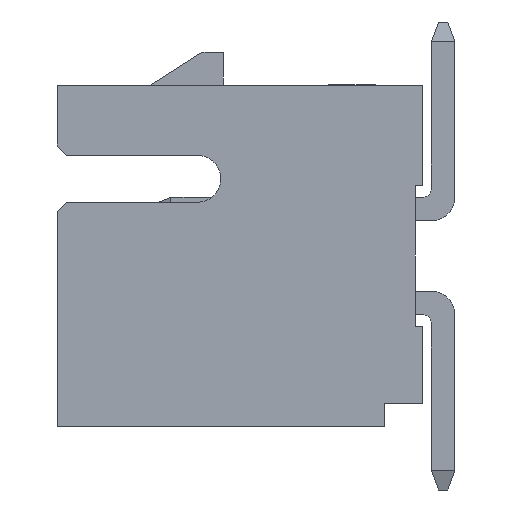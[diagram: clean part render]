
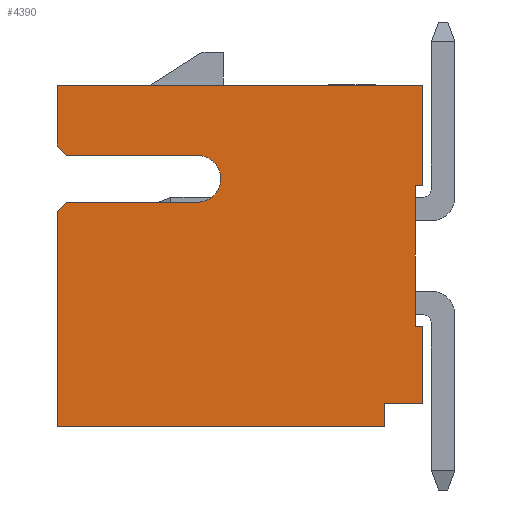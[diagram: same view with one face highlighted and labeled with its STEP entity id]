
A CAD part, left-side view. The second image highlights one B-rep face of the part: STEP entity #4390.
In plain terms, the highlighted planar face has unit normal (-1, 0, 0).
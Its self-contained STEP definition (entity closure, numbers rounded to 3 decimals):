
#55 = AXIS2_PLACEMENT_3D ( 'NONE', #3569, #4736, #1112 ) ;
#91 = ORIENTED_EDGE ( 'NONE', *, *, #3449, .T. ) ;
#136 = CARTESIAN_POINT ( 'NONE',  ( -11., 0.4, 5.3 ) ) ;
#226 = CARTESIAN_POINT ( 'NONE',  ( -11., 3.7, 5.8 ) ) ;
#310 = CIRCLE ( 'NONE', #55, 0.5 ) ;
#324 = CARTESIAN_POINT ( 'NONE',  ( -11., 3.9, 4.6 ) ) ;
#331 = ORIENTED_EDGE ( 'NONE', *, *, #1584, .T. ) ;
#339 = CARTESIAN_POINT ( 'NONE',  ( -11., 0.9, 5.3 ) ) ;
#402 = DIRECTION ( 'NONE',  ( 0., -1., 0. ) ) ;
#440 = CARTESIAN_POINT ( 'NONE',  ( -11., 3.9, 4.6 ) ) ;
#452 = VERTEX_POINT ( 'NONE', #884 ) ;
#477 = CARTESIAN_POINT ( 'NONE',  ( -11., 3.9, 7.3 ) ) ;
#482 = VERTEX_POINT ( 'NONE', #967 ) ;
#510 = CARTESIAN_POINT ( 'NONE',  ( -11., 3.9, 6. ) ) ;
#528 = CARTESIAN_POINT ( 'NONE',  ( -11., -3.1, 0.5 ) ) ;
#533 = DIRECTION ( 'NONE',  ( 0., 0., -1. ) ) ;
#539 = CARTESIAN_POINT ( 'NONE',  ( -11., -3.9, 2.15 ) ) ;
#570 = LINE ( 'NONE', #2937, #5070 ) ;
#626 = ORIENTED_EDGE ( 'NONE', *, *, #4115, .T. ) ;
#686 = DIRECTION ( 'NONE',  ( 0., 0., -1. ) ) ;
#729 = VECTOR ( 'NONE', #5067, 1000. ) ;
#764 = VECTOR ( 'NONE', #1035, 1000. ) ;
#884 = CARTESIAN_POINT ( 'NONE',  ( -11., -3.75, 2.15 ) ) ;
#889 = CARTESIAN_POINT ( 'NONE',  ( -11., -3.1, 0. ) ) ;
#902 = CARTESIAN_POINT ( 'NONE',  ( -11., -3.9, 4.8 ) ) ;
#928 = DIRECTION ( 'NONE',  ( 0., -1., 0. ) ) ;
#964 = EDGE_LOOP ( 'NONE', ( #626, #91, #1956, #2223, #1987, #4579, #2205, #4728, #3604, #3276, #2650, #4284, #3531, #2986, #993, #1043, #331 ) ) ;
#967 = CARTESIAN_POINT ( 'NONE',  ( -11., -3.75, 5.15 ) ) ;
#984 = CARTESIAN_POINT ( 'NONE',  ( -11., -3.9, 5.15 ) ) ;
#993 = ORIENTED_EDGE ( 'NONE', *, *, #4831, .T. ) ;
#1008 = CARTESIAN_POINT ( 'NONE',  ( -11., -3.9, 0.5 ) ) ;
#1009 = CARTESIAN_POINT ( 'NONE',  ( -11., 0.9, 5.8 ) ) ;
#1013 = LINE ( 'NONE', #2629, #4619 ) ;
#1028 = DIRECTION ( 'NONE',  ( 0., 1., 0. ) ) ;
#1035 = DIRECTION ( 'NONE',  ( 0., 0., 1. ) ) ;
#1043 = ORIENTED_EDGE ( 'NONE', *, *, #4643, .T. ) ;
#1112 = DIRECTION ( 'NONE',  ( 0., 0., -1. ) ) ;
#1170 = FACE_OUTER_BOUND ( 'NONE', #964, .T. ) ;
#1202 = CIRCLE ( 'NONE', #3267, 0.5 ) ;
#1276 = DIRECTION ( 'NONE',  ( 0., 0., -1. ) ) ;
#1342 = LINE ( 'NONE', #477, #2085 ) ;
#1357 = LINE ( 'NONE', #3459, #729 ) ;
#1497 = AXIS2_PLACEMENT_3D ( 'NONE', #2419, #4024, #4157 ) ;
#1508 = CARTESIAN_POINT ( 'NONE',  ( -11., -3.9, 7.3 ) ) ;
#1525 = VERTEX_POINT ( 'NONE', #4362 ) ;
#1584 = EDGE_CURVE ( 'NONE', #1834, #3439, #1202, .T. ) ;
#1670 = LINE ( 'NONE', #440, #4147 ) ;
#1834 = VERTEX_POINT ( 'NONE', #136 ) ;
#1839 = CARTESIAN_POINT ( 'NONE',  ( -11., 3.9, 0. ) ) ;
#1841 = LINE ( 'NONE', #5024, #764 ) ;
#1843 = EDGE_CURVE ( 'NONE', #3203, #3400, #2179, .T. ) ;
#1846 = CARTESIAN_POINT ( 'NONE',  ( -11., -3.9, 0. ) ) ;
#1848 = EDGE_CURVE ( 'NONE', #5021, #3806, #2191, .T. ) ;
#1956 = ORIENTED_EDGE ( 'NONE', *, *, #4160, .T. ) ;
#1987 = ORIENTED_EDGE ( 'NONE', *, *, #3627, .T. ) ;
#2085 = VECTOR ( 'NONE', #533, 1000. ) ;
#2115 = VERTEX_POINT ( 'NONE', #3652 ) ;
#2135 = VECTOR ( 'NONE', #2604, 1000. ) ;
#2150 = LINE ( 'NONE', #4599, #5157 ) ;
#2179 = LINE ( 'NONE', #1846, #2773 ) ;
#2191 = LINE ( 'NONE', #226, #4374 ) ;
#2205 = ORIENTED_EDGE ( 'NONE', *, *, #4355, .F. ) ;
#2223 = ORIENTED_EDGE ( 'NONE', *, *, #1843, .T. ) ;
#2299 = VECTOR ( 'NONE', #2413, 1000. ) ;
#2352 = EDGE_CURVE ( 'NONE', #482, #1525, #3310, .T. ) ;
#2397 = PLANE ( 'NONE',  #1497 ) ;
#2413 = DIRECTION ( 'NONE',  ( 0., -1., 0. ) ) ;
#2419 = CARTESIAN_POINT ( 'NONE',  ( -11., -3.9, 7.3 ) ) ;
#2426 = LINE ( 'NONE', #3953, #4349 ) ;
#2437 = CARTESIAN_POINT ( 'NONE',  ( -11., -3.9, 0.5 ) ) ;
#2496 = DIRECTION ( 'NONE',  ( 0., 1., 0. ) ) ;
#2513 = CARTESIAN_POINT ( 'NONE',  ( -11., 0.9, 4.8 ) ) ;
#2577 = LINE ( 'NONE', #902, #2884 ) ;
#2604 = DIRECTION ( 'NONE',  ( 0., -1., 0. ) ) ;
#2629 = CARTESIAN_POINT ( 'NONE',  ( -11., -3.9, 7.3 ) ) ;
#2650 = ORIENTED_EDGE ( 'NONE', *, *, #4489, .F. ) ;
#2712 = VERTEX_POINT ( 'NONE', #1508 ) ;
#2773 = VECTOR ( 'NONE', #928, 1000. ) ;
#2884 = VECTOR ( 'NONE', #2496, 1000. ) ;
#2905 = EDGE_CURVE ( 'NONE', #4000, #2712, #2426, .T. ) ;
#2937 = CARTESIAN_POINT ( 'NONE',  ( -11., -3.1, 7.3 ) ) ;
#2981 = VERTEX_POINT ( 'NONE', #324 ) ;
#2986 = ORIENTED_EDGE ( 'NONE', *, *, #1848, .T. ) ;
#3044 = DIRECTION ( 'NONE',  ( 0., 0., 1. ) ) ;
#3137 = CARTESIAN_POINT ( 'NONE',  ( -11., 3.9, 7.3 ) ) ;
#3203 = VERTEX_POINT ( 'NONE', #1839 ) ;
#3267 = AXIS2_PLACEMENT_3D ( 'NONE', #339, #4759, #3491 ) ;
#3272 = CARTESIAN_POINT ( 'NONE',  ( -11., 3.9, 7.3 ) ) ;
#3276 = ORIENTED_EDGE ( 'NONE', *, *, #2352, .T. ) ;
#3310 = LINE ( 'NONE', #984, #2135 ) ;
#3400 = VERTEX_POINT ( 'NONE', #889 ) ;
#3439 = VERTEX_POINT ( 'NONE', #2513 ) ;
#3449 = EDGE_CURVE ( 'NONE', #2115, #2981, #1670, .T. ) ;
#3451 = DIRECTION ( 'NONE',  ( 0., -0.707, -0.707 ) ) ;
#3459 = CARTESIAN_POINT ( 'NONE',  ( -11., -3.9, 5.8 ) ) ;
#3480 = EDGE_CURVE ( 'NONE', #4000, #5021, #4090, .T. ) ;
#3491 = DIRECTION ( 'NONE',  ( 0., 0., -1. ) ) ;
#3531 = ORIENTED_EDGE ( 'NONE', *, *, #3480, .T. ) ;
#3540 = EDGE_CURVE ( 'NONE', #4460, #5214, #4447, .T. ) ;
#3553 = VECTOR ( 'NONE', #4882, 1000. ) ;
#3569 = CARTESIAN_POINT ( 'NONE',  ( -11., 0.9, 5.3 ) ) ;
#3573 = EDGE_CURVE ( 'NONE', #5031, #452, #2150, .T. ) ;
#3604 = ORIENTED_EDGE ( 'NONE', *, *, #3734, .T. ) ;
#3627 = EDGE_CURVE ( 'NONE', #3400, #4460, #570, .T. ) ;
#3652 = CARTESIAN_POINT ( 'NONE',  ( -11., 3.7, 4.8 ) ) ;
#3676 = CARTESIAN_POINT ( 'NONE',  ( -11., -3.9, 7.3 ) ) ;
#3729 = VERTEX_POINT ( 'NONE', #1009 ) ;
#3734 = EDGE_CURVE ( 'NONE', #452, #482, #1841, .T. ) ;
#3806 = VERTEX_POINT ( 'NONE', #3970 ) ;
#3953 = CARTESIAN_POINT ( 'NONE',  ( -11., -3.9, 7.3 ) ) ;
#3970 = CARTESIAN_POINT ( 'NONE',  ( -11., 3.7, 5.8 ) ) ;
#4000 = VERTEX_POINT ( 'NONE', #3137 ) ;
#4024 = DIRECTION ( 'NONE',  ( 1., 0., 0. ) ) ;
#4047 = LINE ( 'NONE', #3676, #4949 ) ;
#4090 = LINE ( 'NONE', #3272, #3553 ) ;
#4115 = EDGE_CURVE ( 'NONE', #3439, #2115, #2577, .T. ) ;
#4147 = VECTOR ( 'NONE', #4422, 1000. ) ;
#4157 = DIRECTION ( 'NONE',  ( 0., 0., -1. ) ) ;
#4160 = EDGE_CURVE ( 'NONE', #2981, #3203, #1342, .T. ) ;
#4284 = ORIENTED_EDGE ( 'NONE', *, *, #2905, .F. ) ;
#4349 = VECTOR ( 'NONE', #402, 1000. ) ;
#4355 = EDGE_CURVE ( 'NONE', #5031, #5214, #1013, .T. ) ;
#4362 = CARTESIAN_POINT ( 'NONE',  ( -11., -3.9, 5.15 ) ) ;
#4374 = VECTOR ( 'NONE', #3451, 1000. ) ;
#4390 = ADVANCED_FACE ( 'NONE', ( #1170 ), #2397, .F. ) ;
#4422 = DIRECTION ( 'NONE',  ( 0., 0.707, -0.707 ) ) ;
#4447 = LINE ( 'NONE', #2437, #2299 ) ;
#4460 = VERTEX_POINT ( 'NONE', #528 ) ;
#4489 = EDGE_CURVE ( 'NONE', #2712, #1525, #4047, .T. ) ;
#4579 = ORIENTED_EDGE ( 'NONE', *, *, #3540, .T. ) ;
#4599 = CARTESIAN_POINT ( 'NONE',  ( -11., -3.9, 2.15 ) ) ;
#4619 = VECTOR ( 'NONE', #686, 1000. ) ;
#4643 = EDGE_CURVE ( 'NONE', #3729, #1834, #310, .T. ) ;
#4728 = ORIENTED_EDGE ( 'NONE', *, *, #3573, .T. ) ;
#4736 = DIRECTION ( 'NONE',  ( 1., 0., 0. ) ) ;
#4759 = DIRECTION ( 'NONE',  ( 1., 0., 0. ) ) ;
#4831 = EDGE_CURVE ( 'NONE', #3806, #3729, #1357, .T. ) ;
#4882 = DIRECTION ( 'NONE',  ( 0., 0., -1. ) ) ;
#4949 = VECTOR ( 'NONE', #1276, 1000. ) ;
#5021 = VERTEX_POINT ( 'NONE', #510 ) ;
#5024 = CARTESIAN_POINT ( 'NONE',  ( -11., -3.75, 7.3 ) ) ;
#5031 = VERTEX_POINT ( 'NONE', #539 ) ;
#5067 = DIRECTION ( 'NONE',  ( 0., -1., 0. ) ) ;
#5070 = VECTOR ( 'NONE', #3044, 1000. ) ;
#5157 = VECTOR ( 'NONE', #1028, 1000. ) ;
#5214 = VERTEX_POINT ( 'NONE', #1008 ) ;
